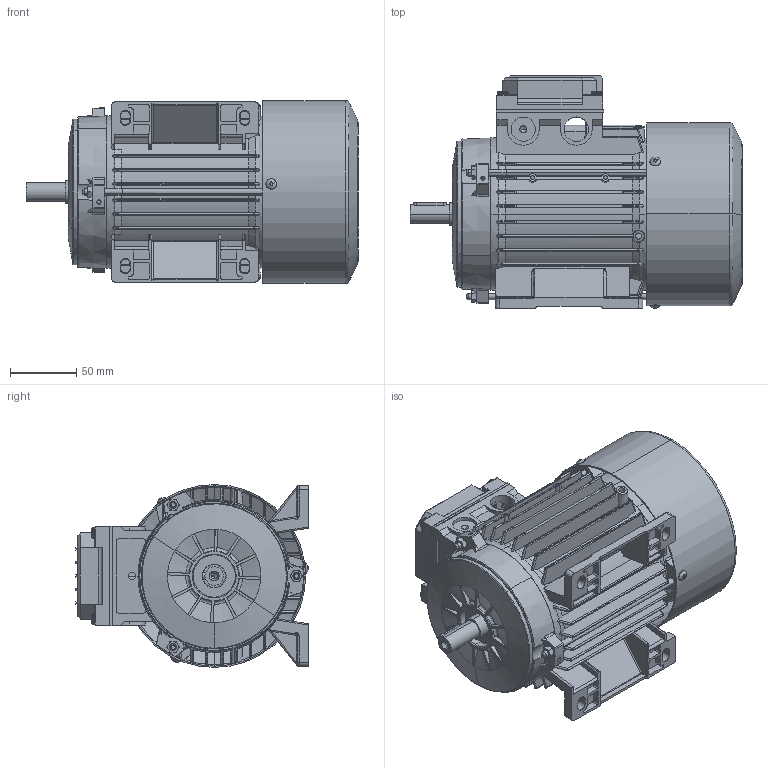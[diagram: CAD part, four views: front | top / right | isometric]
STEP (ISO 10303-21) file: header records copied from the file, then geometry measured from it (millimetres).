
FILE_DESCRIPTION (( 'STEP AP214' ), '1' );
FILE_NAME ('0NUL.STEP', '2024-04-23T21:26:36', ( '' ), ( '' ), 'SwSTEP 2.0', 'SolidWorks 2021', '' );
FILE_SCHEMA (( 'AUTOMOTIVE_DESIGN' ));
Length unit declared in the file: inch
Products named in the file (1): 0NUL
Bounding box: 250.5 x 175.5 x 138 mm (x, y, z)
Volume: 564342 mm3; surface area: 434468 mm2
Topology: 24 solids, 24 shells, 3315 faces, 9065 edges, 5750 vertices
Faces by surface type: cylinder 1121, plane 1040, bspline 431, cone 360, torus 356, sphere 7
Entity records: 130096 total; most frequent: CARTESIAN_POINT 51019, ORIENTED_EDGE 17862, DIRECTION 14780, EDGE_CURVE 8931, VERTEX_POINT 5741, AXIS2_PLACEMENT_3D 5589, EDGE_LOOP 3620, VECTOR 3602
